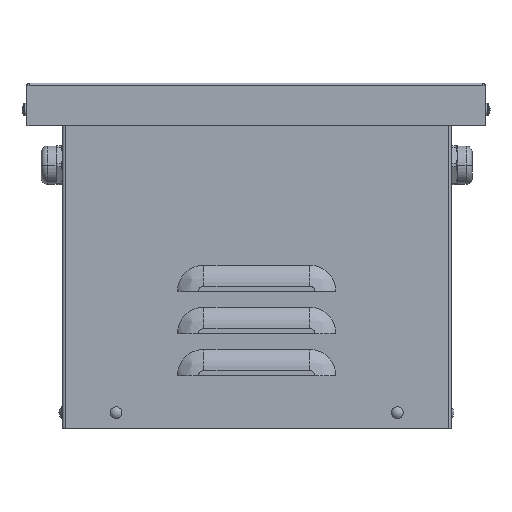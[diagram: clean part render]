
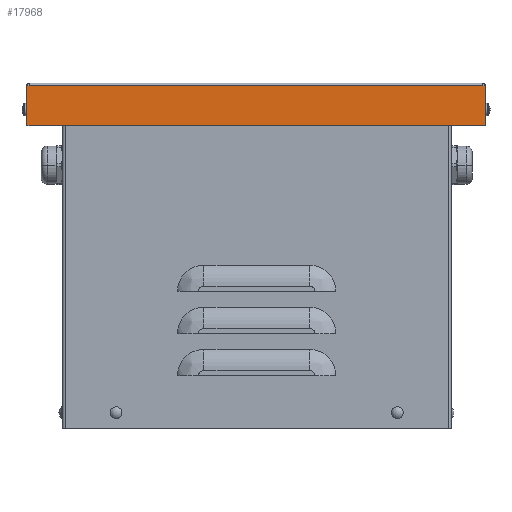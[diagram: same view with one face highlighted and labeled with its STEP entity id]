
A CAD part, top view. The second image highlights one B-rep face of the part: STEP entity #17968.
In plain terms, the highlighted face is planar.
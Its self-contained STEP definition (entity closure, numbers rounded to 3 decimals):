
#965=PLANE('',#19682);
#1771=FACE_OUTER_BOUND('',#2982,.T.);
#2982=EDGE_LOOP('',(#15327,#15328,#15329,#15330,#15331,#15332,#15333,#15334));
#4517=LINE('',#29646,#6048);
#4518=LINE('',#29648,#6049);
#4526=LINE('',#29664,#6057);
#4530=LINE('',#29678,#6061);
#4535=LINE('',#29688,#6066);
#4536=LINE('',#29690,#6067);
#4537=LINE('',#29692,#6068);
#4538=LINE('',#29693,#6069);
#6048=VECTOR('',#24226,10.);
#6049=VECTOR('',#24227,10.);
#6057=VECTOR('',#24241,10.);
#6061=VECTOR('',#24259,10.);
#6066=VECTOR('',#24266,10.);
#6067=VECTOR('',#24267,10.);
#6068=VECTOR('',#24268,10.);
#6069=VECTOR('',#24269,10.);
#8420=VERTEX_POINT('',#29643);
#8421=VERTEX_POINT('',#29645);
#8422=VERTEX_POINT('',#29647);
#8427=VERTEX_POINT('',#29663);
#8430=VERTEX_POINT('',#29677);
#8434=VERTEX_POINT('',#29687);
#8435=VERTEX_POINT('',#29689);
#8436=VERTEX_POINT('',#29691);
#10744=EDGE_CURVE('',#8421,#8420,#4517,.T.);
#10745=EDGE_CURVE('',#8421,#8422,#4518,.T.);
#10753=EDGE_CURVE('',#8427,#8422,#4526,.T.);
#10761=EDGE_CURVE('',#8427,#8430,#4530,.T.);
#10766=EDGE_CURVE('',#8420,#8434,#4535,.T.);
#10767=EDGE_CURVE('',#8435,#8434,#4536,.T.);
#10768=EDGE_CURVE('',#8436,#8435,#4537,.T.);
#10769=EDGE_CURVE('',#8430,#8436,#4538,.T.);
#15327=ORIENTED_EDGE('',*,*,#10753,.T.);
#15328=ORIENTED_EDGE('',*,*,#10745,.F.);
#15329=ORIENTED_EDGE('',*,*,#10744,.T.);
#15330=ORIENTED_EDGE('',*,*,#10766,.T.);
#15331=ORIENTED_EDGE('',*,*,#10767,.F.);
#15332=ORIENTED_EDGE('',*,*,#10768,.F.);
#15333=ORIENTED_EDGE('',*,*,#10769,.F.);
#15334=ORIENTED_EDGE('',*,*,#10761,.F.);
#17968=ADVANCED_FACE('',(#1771),#965,.F.);
#19682=AXIS2_PLACEMENT_3D('',#29686,#24264,#24265);
#24226=DIRECTION('',(0.,0.,1.));
#24227=DIRECTION('',(0.,0.,-1.));
#24241=DIRECTION('',(0.,0.,1.));
#24259=DIRECTION('',(0.,0.,-1.));
#24264=DIRECTION('center_axis',(1.,0.,0.));
#24265=DIRECTION('ref_axis',(0.,0.,
1.));
#24266=DIRECTION('',(0.,1.,0.));
#24267=DIRECTION('',(0.,0.,1.));
#24268=DIRECTION('',(0.,0.,1.));
#24269=DIRECTION('',(0.,1.,0.));
#29643=CARTESIAN_POINT('',(-146.,1.6,261.));
#29645=CARTESIAN_POINT('',(-146.,1.6,259.5));
#29646=CARTESIAN_POINT('',(-146.,1.6,259.5));
#29647=CARTESIAN_POINT('',(-146.,1.6,259.4));
#29648=CARTESIAN_POINT('',(-146.,1.6,259.4));
#29663=CARTESIAN_POINT('',(-146.,1.6,1.6));
#29664=CARTESIAN_POINT('',(-146.,1.6,130.127));
#29677=CARTESIAN_POINT('',(-146.,1.6,0.));
#29678=CARTESIAN_POINT('',(-146.,1.6,1.6));
#29686=CARTESIAN_POINT('Origin',(-146.,12.207,129.753));
#29687=CARTESIAN_POINT('',(-146.,24.,261.));
#29688=CARTESIAN_POINT('',(-146.,1.6,261.));
#29689=CARTESIAN_POINT('',(-146.,24.,259.5));
#29690=CARTESIAN_POINT('',(-146.,24.,259.5));
#29691=CARTESIAN_POINT('',(-146.,24.,0.));
#29692=CARTESIAN_POINT('',(-146.,24.,0.));
#29693=CARTESIAN_POINT('',(-146.,1.6,0.));
